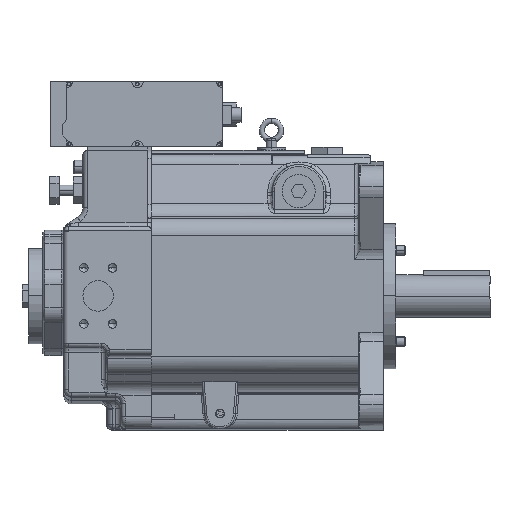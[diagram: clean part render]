
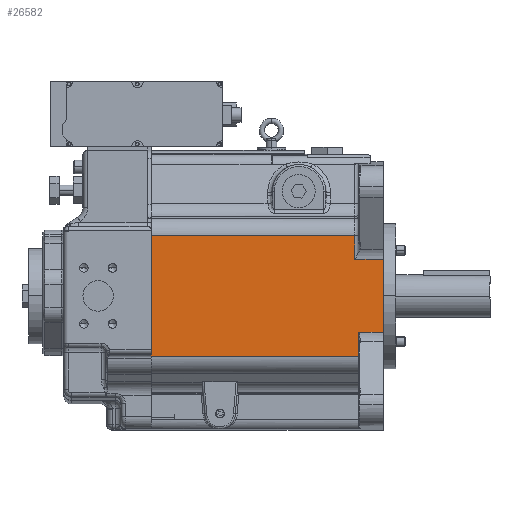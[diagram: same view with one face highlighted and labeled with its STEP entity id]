
A CAD part, top view. The second image highlights one B-rep face of the part: STEP entity #26582.
In plain terms, the highlighted planar face has unit normal (0, 0, 1).
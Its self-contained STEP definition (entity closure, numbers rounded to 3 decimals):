
#212 = DIRECTION ( 'NONE',  ( 1., 0., 0. ) ) ;
#376 = CARTESIAN_POINT ( 'NONE',  ( 199.608, 3.113, 47.858 ) ) ;
#724 = CARTESIAN_POINT ( 'NONE',  ( -43.892, -98.377, 47.858 ) ) ;
#1032 = ORIENTED_EDGE ( 'NONE', *, *, #38390, .T. ) ;
#2082 = CARTESIAN_POINT ( 'NONE',  ( 173.608, -73.476, 47.858 ) ) ;
#2235 = B_SPLINE_CURVE_WITH_KNOTS ( 'NONE', 3,
 ( #45578, #45294, #6793, #27285 ),
 .UNSPECIFIED., .F., .F.,
 ( 4, 4 ),
 ( 0., 1. ),
 .UNSPECIFIED. ) ;
#2406 = CARTESIAN_POINT ( 'NONE',  ( 27.275, 28.015, 47.858 ) ) ;
#2914 = EDGE_CURVE ( 'NONE', #40701, #52652, #48101, .T. ) ;
#3155 = B_SPLINE_CURVE_WITH_KNOTS ( 'NONE', 3,
 ( #36267, #6801, #48680, #23636 ),
 .UNSPECIFIED., .F., .F.,
 ( 4, 4 ),
 ( 0., 1. ),
 .UNSPECIFIED. ) ;
#5479 = CARTESIAN_POINT ( 'NONE',  ( -43.892, -98.377, 47.858 ) ) ;
#6610 = CARTESIAN_POINT ( 'NONE',  ( 169.608, 28.015, 47.858 ) ) ;
#6632 = ORIENTED_EDGE ( 'NONE', *, *, #51848, .F. ) ;
#6717 = CARTESIAN_POINT ( 'NONE',  ( -43.892, -96.301, 47.858 ) ) ;
#6793 = CARTESIAN_POINT ( 'NONE',  ( 179.608, 3.113, 47.858 ) ) ;
#6801 = CARTESIAN_POINT ( 'NONE',  ( 169.608, 11.413, 47.858 ) ) ;
#8889 = PLANE ( 'NONE',  #33061 ) ;
#9263 = EDGE_CURVE ( 'NONE', #52652, #34017, #43480, .T. ) ;
#9382 = CARTESIAN_POINT ( 'NONE',  ( 173.608, -98.377, 47.858 ) ) ;
#9462 = B_SPLINE_CURVE_WITH_KNOTS ( 'NONE', 3,
 ( #17111, #21320, #46380, #34259 ),
 .UNSPECIFIED., .F., .F.,
 ( 4, 4 ),
 ( 0., 1. ),
 .UNSPECIFIED. ) ;
#10483 = CARTESIAN_POINT ( 'NONE',  ( 173.608, -90.077, 47.858 ) ) ;
#12550 = FACE_OUTER_BOUND ( 'NONE', #39221, .T. ) ;
#13435 = B_SPLINE_CURVE_WITH_KNOTS ( 'NONE', 3,
 ( #6610, #24009, #2406, #36920 ),
 .UNSPECIFIED., .F., .F.,
 ( 4, 4 ),
 ( 0., 1. ),
 .UNSPECIFIED. ) ;
#13609 = CARTESIAN_POINT ( 'NONE',  ( 28.608, -98.377, 47.858 ) ) ;
#15739 = DIRECTION ( 'NONE',  ( 0., -1., 0. ) ) ;
#15846 = ORIENTED_EDGE ( 'NONE', *, *, #9263, .T. ) ;
#16022 = EDGE_CURVE ( 'NONE', #48699, #26898, #13435, .T. ) ;
#16687 = VERTEX_POINT ( 'NONE', #45469 ) ;
#17111 = CARTESIAN_POINT ( 'NONE',  ( 199.608, 3.113, 47.858 ) ) ;
#17136 = ORIENTED_EDGE ( 'NONE', *, *, #39345, .T. ) ;
#19623 = CARTESIAN_POINT ( 'NONE',  ( -43.892, -97.685, 47.858 ) ) ;
#21320 = CARTESIAN_POINT ( 'NONE',  ( 199.608, -22.417, 47.858 ) ) ;
#21473 = VERTEX_POINT ( 'NONE', #376 ) ;
#21618 = EDGE_CURVE ( 'NONE', #42755, #48699, #3155, .T. ) ;
#21681 = CARTESIAN_POINT ( 'NONE',  ( 173.608, -73.476, 47.858 ) ) ;
#22029 = CARTESIAN_POINT ( 'NONE',  ( 101.108, -98.377, 47.858 ) ) ;
#22523 = ORIENTED_EDGE ( 'NONE', *, *, #2914, .T. ) ;
#23636 = CARTESIAN_POINT ( 'NONE',  ( 169.608, 28.015, 47.858 ) ) ;
#23638 = LINE ( 'NONE', #49522, #28965 ) ;
#23669 = CARTESIAN_POINT ( 'NONE',  ( 173.608, -98.377, 47.858 ) ) ;
#23750 = ORIENTED_EDGE ( 'NONE', *, *, #21618, .T. ) ;
#23836 = CARTESIAN_POINT ( 'NONE',  ( -43.892, -96.993, 47.858 ) ) ;
#24009 = CARTESIAN_POINT ( 'NONE',  ( 98.441, 28.015, 47.858 ) ) ;
#24536 = ORIENTED_EDGE ( 'NONE', *, *, #16022, .T. ) ;
#26041 = DIRECTION ( 'NONE',  ( 0., 0., 1. ) ) ;
#26460 = CARTESIAN_POINT ( 'NONE',  ( 190.941, -73.476, 47.858 ) ) ;
#26582 = ADVANCED_FACE ( 'NONE', ( #12550 ), #8889, .T. ) ;
#26898 = VERTEX_POINT ( 'NONE', #47066 ) ;
#27285 = CARTESIAN_POINT ( 'NONE',  ( 169.608, 3.113, 47.858 ) ) ;
#27567 = ORIENTED_EDGE ( 'NONE', *, *, #53007, .T. ) ;
#27619 = CARTESIAN_POINT ( 'NONE',  ( 173.608, -81.776, 47.858 ) ) ;
#28213 = VERTEX_POINT ( 'NONE', #5479 ) ;
#28265 = EDGE_CURVE ( 'NONE', #40701, #28213, #50165, .T. ) ;
#28965 = VECTOR ( 'NONE', #15739, 1000. ) ;
#29672 = CARTESIAN_POINT ( 'NONE',  ( 77.858, -35.181, 47.858 ) ) ;
#33061 = AXIS2_PLACEMENT_3D ( 'NONE', #29672, #26041, #212 ) ;
#33398 = ORIENTED_EDGE ( 'NONE', *, *, #28265, .F. ) ;
#34017 = VERTEX_POINT ( 'NONE', #48512 ) ;
#34259 = CARTESIAN_POINT ( 'NONE',  ( 199.608, -73.476, 47.858 ) ) ;
#36267 = CARTESIAN_POINT ( 'NONE',  ( 169.608, 3.113, 47.858 ) ) ;
#36758 = CARTESIAN_POINT ( 'NONE',  ( -43.892, -98.377, 47.858 ) ) ;
#36920 = CARTESIAN_POINT ( 'NONE',  ( -43.892, 28.015, 47.858 ) ) ;
#38390 = EDGE_CURVE ( 'NONE', #21473, #42755, #2235, .T. ) ;
#38831 = CARTESIAN_POINT ( 'NONE',  ( 199.608, -73.476, 47.858 ) ) ;
#39221 = EDGE_LOOP ( 'NONE', ( #17136, #27567, #33398, #22523, #15846, #6632, #1032, #23750, #24536 ) ) ;
#39345 = EDGE_CURVE ( 'NONE', #26898, #16687, #23638, .T. ) ;
#40701 = VERTEX_POINT ( 'NONE', #23669 ) ;
#41342 = CARTESIAN_POINT ( 'NONE',  ( 173.608, -73.476, 47.858 ) ) ;
#42314 = CARTESIAN_POINT ( 'NONE',  ( 169.608, 28.015, 47.858 ) ) ;
#42755 = VERTEX_POINT ( 'NONE', #53105 ) ;
#43480 = B_SPLINE_CURVE_WITH_KNOTS ( 'NONE', 3,
 ( #21681, #51510, #26460, #38831 ),
 .UNSPECIFIED., .F., .F.,
 ( 4, 4 ),
 ( 0., 1. ),
 .UNSPECIFIED. ) ;
#45294 = CARTESIAN_POINT ( 'NONE',  ( 189.608, 3.113, 47.858 ) ) ;
#45469 = CARTESIAN_POINT ( 'NONE',  ( -43.892, -96.301, 47.858 ) ) ;
#45578 = CARTESIAN_POINT ( 'NONE',  ( 199.608, 3.113, 47.858 ) ) ;
#46217 = B_SPLINE_CURVE_WITH_KNOTS ( 'NONE', 3,
 ( #6717, #23836, #19623, #36758 ),
 .UNSPECIFIED., .F., .F.,
 ( 4, 4 ),
 ( 0.984, 1. ),
 .UNSPECIFIED. ) ;
#46380 = CARTESIAN_POINT ( 'NONE',  ( 199.608, -47.946, 47.858 ) ) ;
#47066 = CARTESIAN_POINT ( 'NONE',  ( -43.892, 28.015, 47.858 ) ) ;
#48101 = B_SPLINE_CURVE_WITH_KNOTS ( 'NONE', 3,
 ( #49010, #10483, #27619, #2082 ),
 .UNSPECIFIED., .F., .F.,
 ( 4, 4 ),
 ( 0., 1. ),
 .UNSPECIFIED. ) ;
#48512 = CARTESIAN_POINT ( 'NONE',  ( 199.608, -73.476, 47.858 ) ) ;
#48680 = CARTESIAN_POINT ( 'NONE',  ( 169.608, 19.714, 47.858 ) ) ;
#48699 = VERTEX_POINT ( 'NONE', #42314 ) ;
#49010 = CARTESIAN_POINT ( 'NONE',  ( 173.608, -98.377, 47.858 ) ) ;
#49522 = CARTESIAN_POINT ( 'NONE',  ( -43.892, -35.181, 47.858 ) ) ;
#50165 = B_SPLINE_CURVE_WITH_KNOTS ( 'NONE', 3,
 ( #9382, #22029, #13609, #724 ),
 .UNSPECIFIED., .F., .F.,
 ( 4, 4 ),
 ( 0., 1. ),
 .UNSPECIFIED. ) ;
#51510 = CARTESIAN_POINT ( 'NONE',  ( 182.275, -73.476, 47.858 ) ) ;
#51848 = EDGE_CURVE ( 'NONE', #21473, #34017, #9462, .T. ) ;
#52652 = VERTEX_POINT ( 'NONE', #41342 ) ;
#53007 = EDGE_CURVE ( 'NONE', #16687, #28213, #46217, .T. ) ;
#53105 = CARTESIAN_POINT ( 'NONE',  ( 169.608, 3.113, 47.858 ) ) ;
